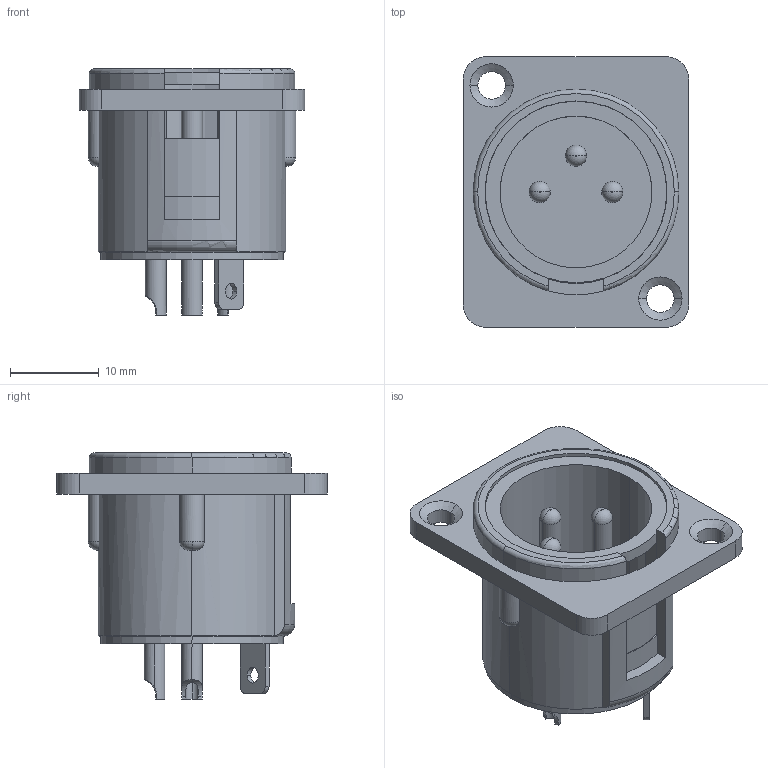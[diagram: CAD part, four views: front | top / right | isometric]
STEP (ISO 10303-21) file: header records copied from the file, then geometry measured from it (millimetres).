
FILE_DESCRIPTION (( 'STEP AP203' ), '1' );
FILE_NAME ('CON-XLR3M.STEP', '2013-02-14T15:50:22', ( 'x' ), ( '' ), 'SwSTEP 2.0', 'SolidWorks 2012', '' );
FILE_SCHEMA (( 'CONFIG_CONTROL_DESIGN' ));
Length unit declared in the file: inch
Products named in the file (1): CON-XLR3M
Bounding box: 25.4 x 30.48 x 27.71 mm (x, y, z)
Volume: 5378.4 mm3; surface area: 6273.5 mm2
Topology: 1 solids, 2 shells, 125 faces, 315 edges, 201 vertices
Faces by surface type: cylinder 54, plane 37, torus 30, cone 4
Entity records: 4118 total; most frequent: CARTESIAN_POINT 930, DIRECTION 699, ORIENTED_EDGE 630, EDGE_CURVE 315, AXIS2_PLACEMENT_3D 294, VERTEX_POINT 201, CIRCLE 168, EDGE_LOOP 144
